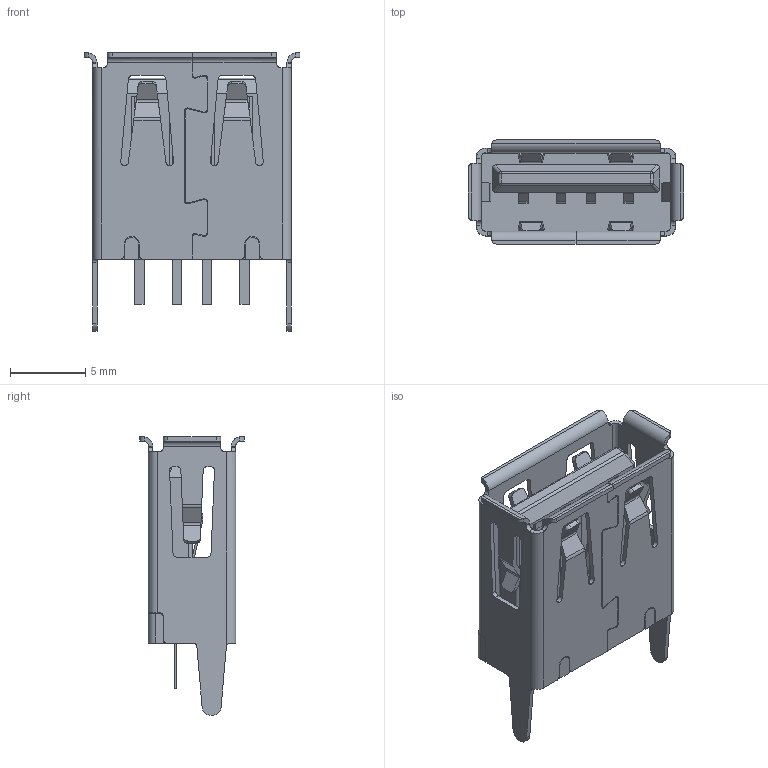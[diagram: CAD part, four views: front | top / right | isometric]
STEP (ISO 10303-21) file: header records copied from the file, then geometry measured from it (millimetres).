
FILE_DESCRIPTION(/* description */ ('STEP AP214'),/* implementation_level */ '2;1');
FILE_NAME(/* name */ 'AF_180_ZJB_13.7.step',/* time_stamp */ '2024-11-11T15:19:43+08:00',/* author */ (''),/* organization */ (''),/* preprocessor_version */ 'ST-DEVELOPER v20',/* originating_system */ 'Autodesk Translation Framework v13.20.0.188',/* authorisation */ '');
FILE_SCHEMA (('AUTOMOTIVE_DESIGN { 1 0 10303 214 3 1 1 }'));
Length unit declared in the file: millimetre
Products named in the file (1): USB-A-TH_AF-ZJB13.7
Bounding box: 14.3 x 6.9 x 18.5 mm (x, y, z)
Volume: 440.6 mm3; surface area: 1562.4 mm2
Topology: 2 solids, 2 shells, 735 faces, 1997 edges, 1290 vertices
Faces by surface type: plane 441, cylinder 192, bspline 98, sphere 4
Entity records: 24313 total; most frequent: CARTESIAN_POINT 5165, ORIENTED_EDGE 3994, DIRECTION 3613, EDGE_CURVE 1997, LINE 1393, VECTOR 1393, VERTEX_POINT 1290, AXIS2_PLACEMENT_3D 1110
